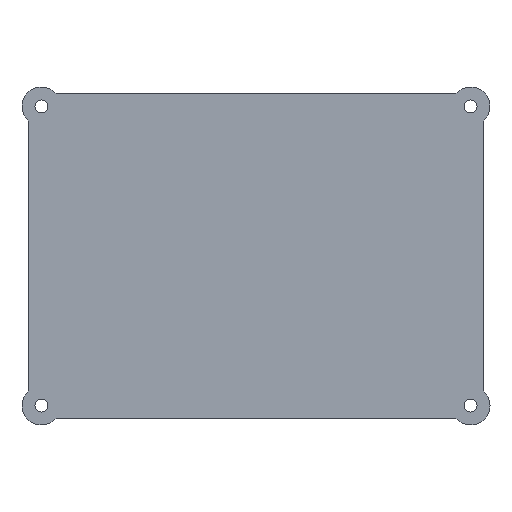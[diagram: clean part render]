
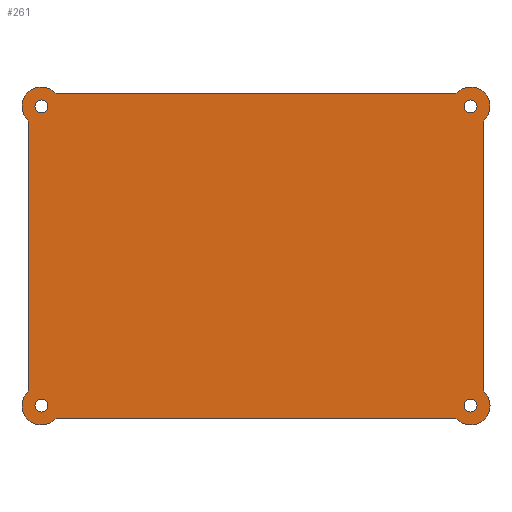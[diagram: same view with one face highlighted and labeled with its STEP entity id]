
A CAD part, front view. The second image highlights one B-rep face of the part: STEP entity #261.
In plain terms, the highlighted planar face has unit normal (0, -1, 0).
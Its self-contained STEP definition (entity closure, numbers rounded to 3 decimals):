
#19=PLANE('',#293);
#23=LINE('',#405,#39);
#27=LINE('',#417,#43);
#31=LINE('',#429,#47);
#35=LINE('',#440,#51);
#39=VECTOR('',#331,61.528);
#43=VECTOR('',#343,41.528);
#47=VECTOR('',#355,61.528);
#51=VECTOR('',#367,41.528);
#57=FACE_BOUND('',#96,.T.);
#58=FACE_BOUND('',#97,.T.);
#59=FACE_BOUND('',#98,.T.);
#60=FACE_BOUND('',#99,.T.);
#77=FACE_OUTER_BOUND('',#95,.T.);
#95=EDGE_LOOP('',(#217,#218,#219,#220,#221,#222,#223,#224));
#96=EDGE_LOOP('',(#225));
#97=EDGE_LOOP('',(#226));
#98=EDGE_LOOP('',(#227));
#99=EDGE_LOOP('',(#228));
#106=CIRCLE('',#267,1.);
#108=CIRCLE('',#270,1.);
#110=CIRCLE('',#273,1.);
#112=CIRCLE('',#276,1.);
#113=CIRCLE('',#278,3.);
#115=CIRCLE('',#282,3.);
#117=CIRCLE('',#286,3.);
#119=CIRCLE('',#290,3.);
#122=VERTEX_POINT('',#377);
#124=VERTEX_POINT('',#382);
#126=VERTEX_POINT('',#387);
#128=VERTEX_POINT('',#392);
#129=VERTEX_POINT('',#395);
#130=VERTEX_POINT('',#396);
#133=VERTEX_POINT('',#404);
#135=VERTEX_POINT('',#410);
#137=VERTEX_POINT('',#416);
#139=VERTEX_POINT('',#422);
#141=VERTEX_POINT('',#428);
#143=VERTEX_POINT('',#434);
#146=EDGE_CURVE('',#122,#122,#106,.T.);
#148=EDGE_CURVE('',#124,#124,#108,.T.);
#150=EDGE_CURVE('',#126,#126,#110,.T.);
#152=EDGE_CURVE('',#128,#128,#112,.T.);
#153=EDGE_CURVE('',#129,#130,#113,.T.);
#157=EDGE_CURVE('',#130,#133,#23,.T.);
#160=EDGE_CURVE('',#133,#135,#115,.T.);
#163=EDGE_CURVE('',#135,#137,#27,.T.);
#166=EDGE_CURVE('',#137,#139,#117,.T.);
#169=EDGE_CURVE('',#139,#141,#31,.T.);
#172=EDGE_CURVE('',#141,#143,#119,.T.);
#175=EDGE_CURVE('',#143,#129,#35,.T.);
#217=ORIENTED_EDGE('',*,*,#175,.T.);
#218=ORIENTED_EDGE('',*,*,#153,.T.);
#219=ORIENTED_EDGE('',*,*,#157,.T.);
#220=ORIENTED_EDGE('',*,*,#160,.T.);
#221=ORIENTED_EDGE('',*,*,#163,.T.);
#222=ORIENTED_EDGE('',*,*,#166,.T.);
#223=ORIENTED_EDGE('',*,*,#169,.T.);
#224=ORIENTED_EDGE('',*,*,#172,.T.);
#225=ORIENTED_EDGE('',*,*,#146,.T.);
#226=ORIENTED_EDGE('',*,*,#148,.T.);
#227=ORIENTED_EDGE('',*,*,#150,.T.);
#228=ORIENTED_EDGE('',*,*,#152,.T.);
#261=ADVANCED_FACE('',(#77,#57,#58,#59,#60),#19,.T.);
#267=AXIS2_PLACEMENT_3D('',#378,#301,#302);
#270=AXIS2_PLACEMENT_3D('',#383,#307,#308);
#273=AXIS2_PLACEMENT_3D('',#388,#313,#314);
#276=AXIS2_PLACEMENT_3D('',#393,#319,#320);
#278=AXIS2_PLACEMENT_3D('',#397,#323,#324);
#282=AXIS2_PLACEMENT_3D('',#411,#336,#337);
#286=AXIS2_PLACEMENT_3D('',#423,#348,#349);
#290=AXIS2_PLACEMENT_3D('',#435,#360,#361);
#293=AXIS2_PLACEMENT_3D('',#442,#369,#370);
#301=DIRECTION('center_axis',(0.,1.,0.));
#302=DIRECTION('ref_axis',(1.,0.,0.));
#307=DIRECTION('center_axis',(0.,1.,0.));
#308=DIRECTION('ref_axis',(1.,0.,0.));
#313=DIRECTION('center_axis',(0.,1.,0.));
#314=DIRECTION('ref_axis',(1.,0.,0.));
#319=DIRECTION('center_axis',(0.,1.,0.));
#320=DIRECTION('ref_axis',(1.,0.,0.));
#323=DIRECTION('center_axis',(0.,-1.,0.));
#324=DIRECTION('ref_axis',(0.745,0.,-0.667));
#331=DIRECTION('',(-1.,0.,0.));
#336=DIRECTION('center_axis',(0.,-1.,0.));
#337=DIRECTION('ref_axis',(0.667,0.,0.745));
#343=DIRECTION('',(0.,0.,-1.));
#348=DIRECTION('center_axis',(0.,-1.,0.));
#349=DIRECTION('ref_axis',(-0.745,0.,0.667));
#355=DIRECTION('',(1.,0.,0.));
#360=DIRECTION('center_axis',(0.,-1.,0.));
#361=DIRECTION('ref_axis',(-0.667,0.,-0.745));
#367=DIRECTION('',(0.,0.,1.));
#369=DIRECTION('center_axis',(0.,-1.,0.));
#370=DIRECTION('ref_axis',(0.,0.,-1.));
#377=CARTESIAN_POINT('',(-3.,0.,-48.));
#378=CARTESIAN_POINT('Origin',(-2.,0.,-48.));
#382=CARTESIAN_POINT('',(-3.,0.,-2.));
#383=CARTESIAN_POINT('Origin',(-2.,0.,-2.));
#387=CARTESIAN_POINT('',(-69.,0.,-48.));
#388=CARTESIAN_POINT('Origin',(-68.,0.,-48.));
#392=CARTESIAN_POINT('',(-69.,0.,-2.));
#393=CARTESIAN_POINT('Origin',(-68.,0.,-2.));
#395=CARTESIAN_POINT('',(0.,0.,-4.236));
#396=CARTESIAN_POINT('',(-4.236,0.,0.));
#397=CARTESIAN_POINT('Origin',(-2.,0.,-2.));
#404=CARTESIAN_POINT('',(-65.764,0.,0.));
#405=CARTESIAN_POINT('',(-4.236,0.,0.));
#410=CARTESIAN_POINT('',(-70.,0.,-4.236));
#411=CARTESIAN_POINT('Origin',(-68.,0.,-2.));
#416=CARTESIAN_POINT('',(-70.,0.,-45.764));
#417=CARTESIAN_POINT('',(-70.,0.,-4.236));
#422=CARTESIAN_POINT('',(-65.764,0.,-50.));
#423=CARTESIAN_POINT('Origin',(-68.,0.,-48.));
#428=CARTESIAN_POINT('',(-4.236,0.,-50.));
#429=CARTESIAN_POINT('',(-65.764,0.,-50.));
#434=CARTESIAN_POINT('',(0.,0.,-45.764));
#435=CARTESIAN_POINT('Origin',(-2.,0.,-48.));
#440=CARTESIAN_POINT('',(0.,0.,-45.764));
#442=CARTESIAN_POINT('Origin',(-35.,0.,-25.));
